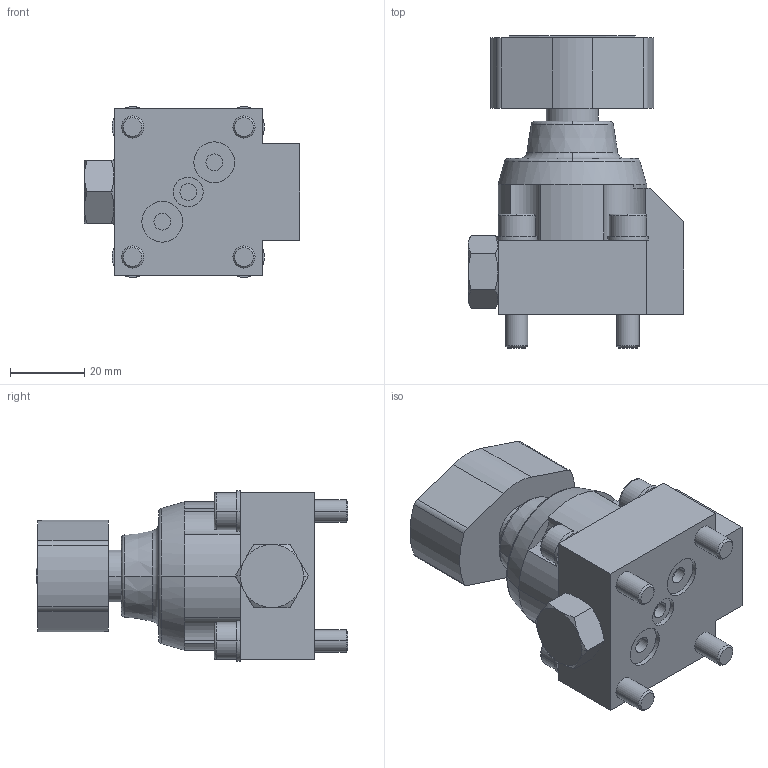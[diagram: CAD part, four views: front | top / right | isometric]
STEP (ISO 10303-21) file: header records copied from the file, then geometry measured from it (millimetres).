
FILE_DESCRIPTION((''),'2;1');
FILE_NAME('ILCM47030157','2006-06-22T',('KR'),(''),'PRO/ENGINEER BY PARAMETRIC TECHNOLOGY CORPORATION, 2004290','PRO/ENGINEER BY PARAMETRIC TECHNOLOGY CORPORATION, 2004290','');
FILE_SCHEMA(('AUTOMOTIVE_DESIGN_CC2 { 1 2 10303 214 -1 1 5 2 }'));
Length unit declared in the file: millimetre
Products named in the file (1): ILCM47030157
Bounding box: 58 x 84 x 46 mm (x, y, z)
Volume: 98651.5 mm3; surface area: 18266 mm2
Topology: 1 solids, 1 shells, 203 faces, 491 edges, 312 vertices
Faces by surface type: plane 101, cylinder 60, cone 28, torus 14
Entity records: 7642 total; most frequent: CARTESIAN_POINT 1134, DIRECTION 1096, ORIENTED_EDGE 982, PRESENTATION_STYLE_ASSIGNMENT 492, STYLED_ITEM 492, CURVE_STYLE 491, EDGE_CURVE 491, AXIS2_PLACEMENT_3D 426
